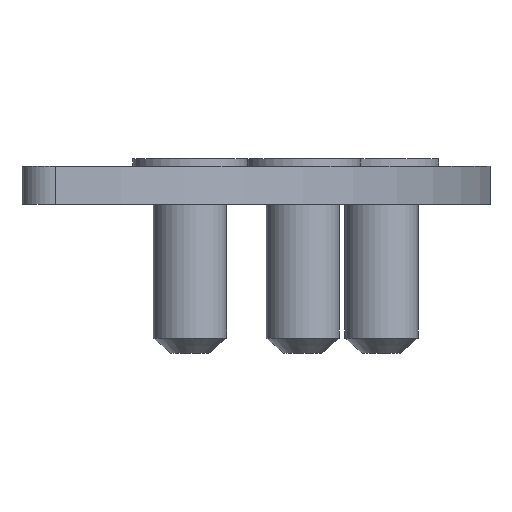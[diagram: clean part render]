
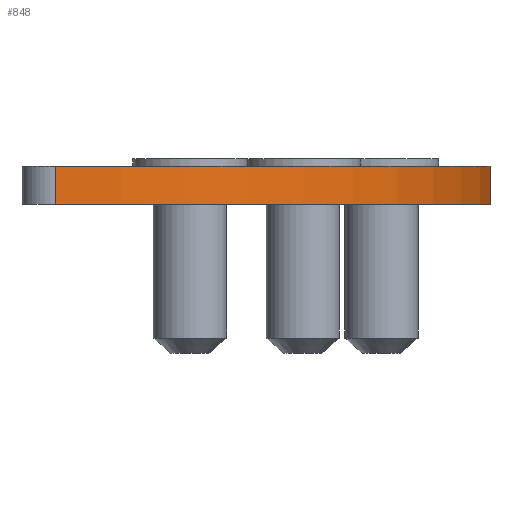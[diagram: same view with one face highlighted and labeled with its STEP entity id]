
A CAD part, front view. The second image highlights one B-rep face of the part: STEP entity #848.
In plain terms, the highlighted cylindrical face has radius 6.15 mm (diameter 12.3 mm), a partial arc.
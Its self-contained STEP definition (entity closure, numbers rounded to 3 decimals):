
#73 = PLANE('',#74);
#74 = AXIS2_PLACEMENT_3D('',#75,#76,#77);
#75 = CARTESIAN_POINT('',(2.946,-2.949,0.5));
#76 = DIRECTION('',(0.,0.,1.));
#77 = DIRECTION('',(1.,0.,0.));
#128 = PLANE('',#129);
#129 = AXIS2_PLACEMENT_3D('',#130,#131,#132);
#130 = CARTESIAN_POINT('',(2.946,-2.949,0.));
#131 = DIRECTION('',(0.,0.,1.));
#132 = DIRECTION('',(1.,0.,0.));
#325 = VERTEX_POINT('',#326);
#326 = CARTESIAN_POINT('',(0.434,-6.135,0.));
#341 = CYLINDRICAL_SURFACE('',#342,0.405);
#342 = AXIS2_PLACEMENT_3D('',#343,#344,#345);
#343 = CARTESIAN_POINT('',(0.405,-5.73,0.));
#344 = DIRECTION('',(-0.,-0.,-1.));
#345 = DIRECTION('',(1.,0.,0.));
#353 = EDGE_CURVE('',#325,#354,#356,.T.);
#354 = VERTEX_POINT('',#355);
#355 = CARTESIAN_POINT('',(6.133,-0.454,0.));
#356 = SURFACE_CURVE('',#357,(#362,#369),.PCURVE_S1.);
#357 = CIRCLE('',#358,6.15);
#358 = AXIS2_PLACEMENT_3D('',#359,#360,#361);
#359 = CARTESIAN_POINT('',(0.,0.,0.));
#360 = DIRECTION('',(0.,0.,1.));
#361 = DIRECTION('',(1.,0.,0.));
#362 = PCURVE('',#128,#363);
#363 = DEFINITIONAL_REPRESENTATION('',(#364),#368);
#364 = CIRCLE('',#365,6.15);
#365 = AXIS2_PLACEMENT_2D('',#366,#367);
#366 = CARTESIAN_POINT('',(-2.946,2.949));
#367 = DIRECTION('',(1.,0.));
#368 = ( GEOMETRIC_REPRESENTATION_CONTEXT(2) 
PARAMETRIC_REPRESENTATION_CONTEXT() REPRESENTATION_CONTEXT('2D SPACE',''
  ) );
#369 = PCURVE('',#370,#375);
#370 = CYLINDRICAL_SURFACE('',#371,6.15);
#371 = AXIS2_PLACEMENT_3D('',#372,#373,#374);
#372 = CARTESIAN_POINT('',(0.,0.,0.));
#373 = DIRECTION('',(-0.,-0.,-1.));
#374 = DIRECTION('',(1.,0.,0.));
#375 = DEFINITIONAL_REPRESENTATION('',(#376),#380);
#376 = LINE('',#377,#378);
#377 = CARTESIAN_POINT('',(-0.,0.));
#378 = VECTOR('',#379,1.);
#379 = DIRECTION('',(-1.,0.));
#380 = ( GEOMETRIC_REPRESENTATION_CONTEXT(2) 
PARAMETRIC_REPRESENTATION_CONTEXT() REPRESENTATION_CONTEXT('2D SPACE',''
  ) );
#399 = CYLINDRICAL_SURFACE('',#400,0.423);
#400 = AXIS2_PLACEMENT_3D('',#401,#402,#403);
#401 = CARTESIAN_POINT('',(5.711,-0.423,0.));
#402 = DIRECTION('',(-0.,-0.,-1.));
#403 = DIRECTION('',(1.,0.,0.));
#555 = VERTEX_POINT('',#556);
#556 = CARTESIAN_POINT('',(0.434,-6.135,0.5));
#578 = EDGE_CURVE('',#555,#579,#581,.T.);
#579 = VERTEX_POINT('',#580);
#580 = CARTESIAN_POINT('',(6.133,-0.454,0.5));
#581 = SURFACE_CURVE('',#582,(#587,#594),.PCURVE_S1.);
#582 = CIRCLE('',#583,6.15);
#583 = AXIS2_PLACEMENT_3D('',#584,#585,#586);
#584 = CARTESIAN_POINT('',(0.,0.,0.5));
#585 = DIRECTION('',(0.,0.,1.));
#586 = DIRECTION('',(1.,0.,0.));
#587 = PCURVE('',#73,#588);
#588 = DEFINITIONAL_REPRESENTATION('',(#589),#593);
#589 = CIRCLE('',#590,6.15);
#590 = AXIS2_PLACEMENT_2D('',#591,#592);
#591 = CARTESIAN_POINT('',(-2.946,2.949));
#592 = DIRECTION('',(1.,0.));
#593 = ( GEOMETRIC_REPRESENTATION_CONTEXT(2) 
PARAMETRIC_REPRESENTATION_CONTEXT() REPRESENTATION_CONTEXT('2D SPACE',''
  ) );
#594 = PCURVE('',#370,#595);
#595 = DEFINITIONAL_REPRESENTATION('',(#596),#600);
#596 = LINE('',#597,#598);
#597 = CARTESIAN_POINT('',(-0.,-0.5));
#598 = VECTOR('',#599,1.);
#599 = DIRECTION('',(-1.,0.));
#600 = ( GEOMETRIC_REPRESENTATION_CONTEXT(2) 
PARAMETRIC_REPRESENTATION_CONTEXT() REPRESENTATION_CONTEXT('2D SPACE',''
  ) );
#800 = EDGE_CURVE('',#325,#555,#801,.T.);
#801 = SURFACE_CURVE('',#802,(#806,#813),.PCURVE_S1.);
#802 = LINE('',#803,#804);
#803 = CARTESIAN_POINT('',(0.434,-6.135,0.));
#804 = VECTOR('',#805,1.);
#805 = DIRECTION('',(0.,0.,1.));
#806 = PCURVE('',#341,#807);
#807 = DEFINITIONAL_REPRESENTATION('',(#808),#812);
#808 = LINE('',#809,#810);
#809 = CARTESIAN_POINT('',(-4.783,0.));
#810 = VECTOR('',#811,1.);
#811 = DIRECTION('',(-0.,-1.));
#812 = ( GEOMETRIC_REPRESENTATION_CONTEXT(2) 
PARAMETRIC_REPRESENTATION_CONTEXT() REPRESENTATION_CONTEXT('2D SPACE',''
  ) );
#813 = PCURVE('',#370,#814);
#814 = DEFINITIONAL_REPRESENTATION('',(#815),#819);
#815 = LINE('',#816,#817);
#816 = CARTESIAN_POINT('',(-4.783,0.));
#817 = VECTOR('',#818,1.);
#818 = DIRECTION('',(-0.,-1.));
#819 = ( GEOMETRIC_REPRESENTATION_CONTEXT(2) 
PARAMETRIC_REPRESENTATION_CONTEXT() REPRESENTATION_CONTEXT('2D SPACE',''
  ) );
#825 = EDGE_CURVE('',#354,#579,#826,.T.);
#826 = SURFACE_CURVE('',#827,(#831,#838),.PCURVE_S1.);
#827 = LINE('',#828,#829);
#828 = CARTESIAN_POINT('',(6.133,-0.454,0.));
#829 = VECTOR('',#830,1.);
#830 = DIRECTION('',(0.,0.,1.));
#831 = PCURVE('',#399,#832);
#832 = DEFINITIONAL_REPRESENTATION('',(#833),#837);
#833 = LINE('',#834,#835);
#834 = CARTESIAN_POINT('',(-6.209,0.));
#835 = VECTOR('',#836,1.);
#836 = DIRECTION('',(-0.,-1.));
#837 = ( GEOMETRIC_REPRESENTATION_CONTEXT(2) 
PARAMETRIC_REPRESENTATION_CONTEXT() REPRESENTATION_CONTEXT('2D SPACE',''
  ) );
#838 = PCURVE('',#370,#839);
#839 = DEFINITIONAL_REPRESENTATION('',(#840),#844);
#840 = LINE('',#841,#842);
#841 = CARTESIAN_POINT('',(-6.209,0.));
#842 = VECTOR('',#843,1.);
#843 = DIRECTION('',(-0.,-1.));
#844 = ( GEOMETRIC_REPRESENTATION_CONTEXT(2) 
PARAMETRIC_REPRESENTATION_CONTEXT() REPRESENTATION_CONTEXT('2D SPACE',''
  ) );
#848 = ADVANCED_FACE('',(#849),#370,.T.);
#849 = FACE_BOUND('',#850,.F.);
#850 = EDGE_LOOP('',(#851,#852,#853,#854));
#851 = ORIENTED_EDGE('',*,*,#800,.T.);
#852 = ORIENTED_EDGE('',*,*,#578,.T.);
#853 = ORIENTED_EDGE('',*,*,#825,.F.);
#854 = ORIENTED_EDGE('',*,*,#353,.F.);
